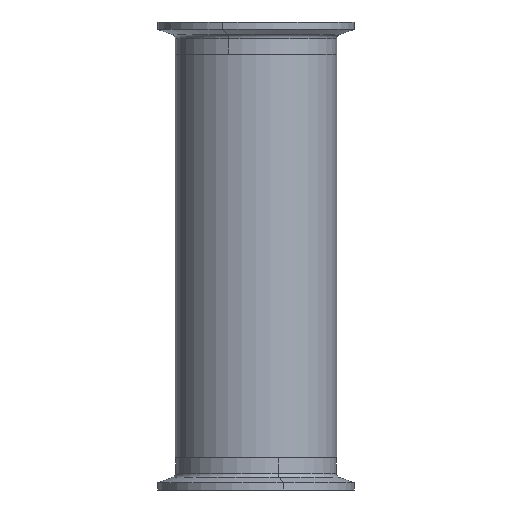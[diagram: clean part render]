
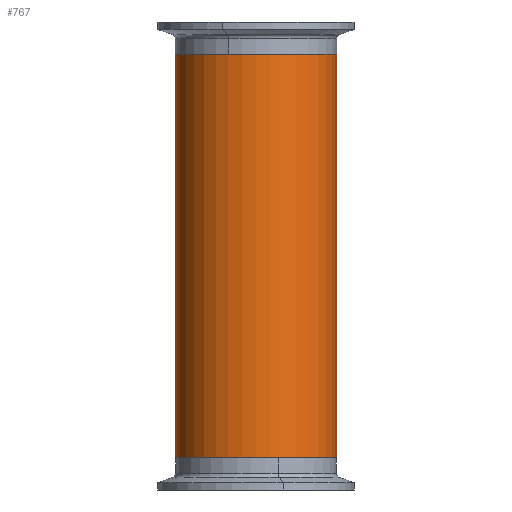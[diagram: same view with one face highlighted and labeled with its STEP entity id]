
A CAD part, front view. The second image highlights one B-rep face of the part: STEP entity #767.
In plain terms, the highlighted cylindrical face has radius 31.75 mm (diameter 63.5 mm), a partial arc.
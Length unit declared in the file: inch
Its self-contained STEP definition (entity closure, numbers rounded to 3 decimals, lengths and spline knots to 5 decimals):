
#41 = VERTEX_POINT ( 'NONE', #2768 ) ;
#188 = LINE ( 'NONE', #3015, #2028 ) ;
#247 = LINE ( 'NONE', #2358, #2346 ) ;
#263 = CARTESIAN_POINT ( 'NONE',  ( 0., 0., -3.12598 ) ) ;
#389 = AXIS2_PLACEMENT_3D ( 'NONE', #924, #2609, #1174 ) ;
#508 = EDGE_CURVE ( 'NONE', #2503, #2587, #188, .T. ) ;
#767 = ADVANCED_FACE ( 'NONE', ( #1843 ), #2395, .T. ) ;
#897 = DIRECTION ( 'NONE',  ( 0., 0., 1. ) ) ;
#924 = CARTESIAN_POINT ( 'NONE',  ( 0., 0., 3.12598 ) ) ;
#971 = CIRCLE ( 'NONE', #1276, 1.25 ) ;
#1000 = VERTEX_POINT ( 'NONE', #1558 ) ;
#1174 = DIRECTION ( 'NONE',  ( -1., 0., 0. ) ) ;
#1225 = DIRECTION ( 'NONE',  ( 0., 0., 1. ) ) ;
#1276 = AXIS2_PLACEMENT_3D ( 'NONE', #263, #1225, #1948 ) ;
#1403 = DIRECTION ( 'NONE',  ( 0., 0., -1. ) ) ;
#1497 = EDGE_CURVE ( 'NONE', #41, #2503, #2962, .T. ) ;
#1558 = CARTESIAN_POINT ( 'NONE',  ( -1.25, 0., -3.12598 ) ) ;
#1777 = CARTESIAN_POINT ( 'NONE',  ( 1.25, 0., 3.12598 ) ) ;
#1811 = ORIENTED_EDGE ( 'NONE', *, *, #1958, .T. ) ;
#1817 = EDGE_CURVE ( 'NONE', #41, #1000, #247, .T. ) ;
#1843 = FACE_OUTER_BOUND ( 'NONE', #2910, .T. ) ;
#1948 = DIRECTION ( 'NONE',  ( 1., 0., 0. ) ) ;
#1958 = EDGE_CURVE ( 'NONE', #1000, #2587, #971, .T. ) ;
#1959 = ORIENTED_EDGE ( 'NONE', *, *, #1817, .T. ) ;
#1960 = ORIENTED_EDGE ( 'NONE', *, *, #1497, .F. ) ;
#2028 = VECTOR ( 'NONE', #1403, 39.37008 ) ;
#2060 = ORIENTED_EDGE ( 'NONE', *, *, #508, .F. ) ;
#2346 = VECTOR ( 'NONE', #2847, 39.37008 ) ;
#2358 = CARTESIAN_POINT ( 'NONE',  ( -1.25, 0., 3.12598 ) ) ;
#2395 = CYLINDRICAL_SURFACE ( 'NONE', #389, 1.25 ) ;
#2503 = VERTEX_POINT ( 'NONE', #1777 ) ;
#2587 = VERTEX_POINT ( 'NONE', #2662 ) ;
#2594 = AXIS2_PLACEMENT_3D ( 'NONE', #3042, #897, #2801 ) ;
#2609 = DIRECTION ( 'NONE',  ( 0., 0., -1. ) ) ;
#2662 = CARTESIAN_POINT ( 'NONE',  ( 1.25, 0., -3.12598 ) ) ;
#2768 = CARTESIAN_POINT ( 'NONE',  ( -1.25, 0., 3.12598 ) ) ;
#2801 = DIRECTION ( 'NONE',  ( 1., 0., 0. ) ) ;
#2847 = DIRECTION ( 'NONE',  ( 0., 0., -1. ) ) ;
#2910 = EDGE_LOOP ( 'NONE', ( #2060, #1960, #1959, #1811 ) ) ;
#2962 = CIRCLE ( 'NONE', #2594, 1.25 ) ;
#3015 = CARTESIAN_POINT ( 'NONE',  ( 1.25, 0., 3.12598 ) ) ;
#3042 = CARTESIAN_POINT ( 'NONE',  ( 0., 0., 3.12598 ) ) ;
